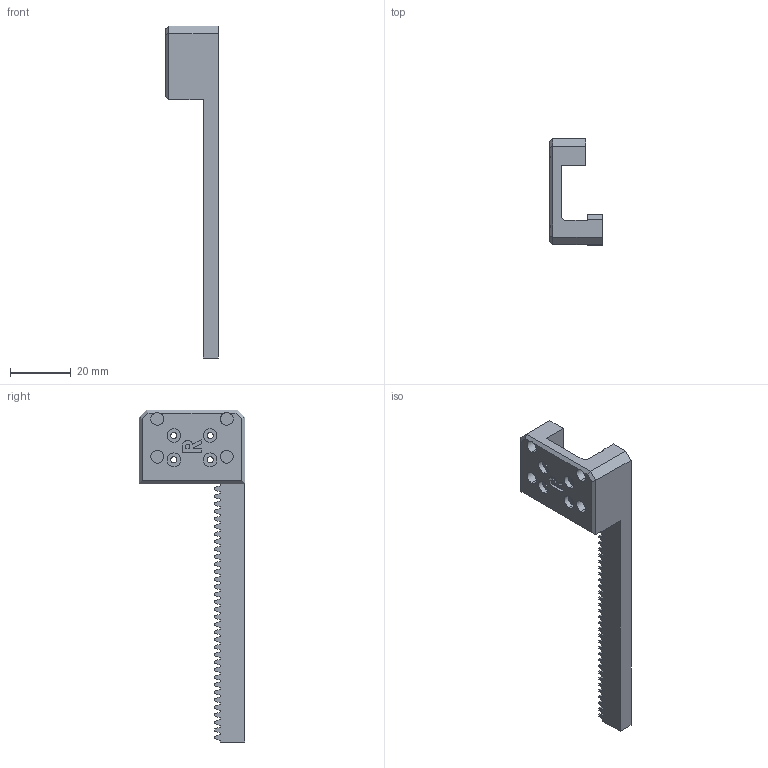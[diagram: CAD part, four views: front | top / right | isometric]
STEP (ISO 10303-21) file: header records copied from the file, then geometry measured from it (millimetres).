
FILE_DESCRIPTION (( 'STEP AP214' ), '1' );
FILE_NAME ('JAW_200_MIRROR.STEP', '2026-01-05T09:42:49', ( '' ), ( '' ), 'SwSTEP 2.0', 'SolidWorks 2020', '' );
FILE_SCHEMA (( 'AUTOMOTIVE_DESIGN' ));
Length unit declared in the file: millimetre
Products named in the file (1): JAW_200_MIRROR
Bounding box: 17.4 x 35 x 109.66 mm (x, y, z)
Volume: 11052.5 mm3; surface area: 7033.5 mm2
Topology: 1 solids, 1 shells, 246 faces, 714 edges, 474 vertices
Faces by surface type: plane 218, cylinder 24, bspline 4
Entity records: 8334 total; most frequent: CARTESIAN_POINT 1777, ORIENTED_EDGE 1428, DIRECTION 1236, EDGE_CURVE 714, LINE 650, VECTOR 650, VERTEX_POINT 474, AXIS2_PLACEMENT_3D 293
